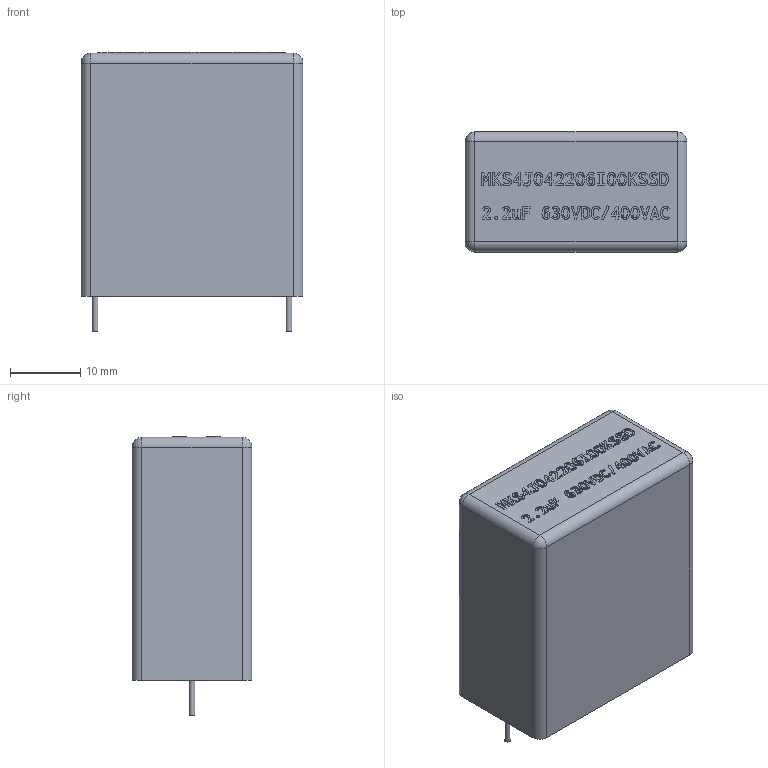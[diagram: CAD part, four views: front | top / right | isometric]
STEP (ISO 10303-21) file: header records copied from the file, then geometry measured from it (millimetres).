
FILE_DESCRIPTION(/* description */ ('STEP AP242','CAx-IF Rec.Pracs.---Representation and Presentation of Product Manufacturing Information (PMI)---4.0---2014-10-13','CAx-IF Rec.Pracs.---3D Tessellated Geometry---0.4---2014-09-14','2;1'),/* implementation_level */ '2;1');
FILE_NAME(/* name */ '65d7c4875cea3121192ec539',/* time_stamp */ '2024-02-22T22:02:49Z',/* author */ (''),/* organization */ (''),/* preprocessor_version */ 'ST-DEVELOPER v19.4',/* originating_system */ ' ',/* authorisation */ ' ');
FILE_SCHEMA (('AP242_MANAGED_MODEL_BASED_3D_ENGINEERING_MIM_LF { 1 0 10303 442 1 1 4 }'));
Length unit declared in the file: metre
Products named in the file (1): Part 1
Bounding box: 31.5 x 17 x 39.6 mm (x, y, z)
Volume: 17945.1 mm3; surface area: 4420.8 mm2
Topology: 1 solids, 1 shells, 1025 faces, 2899 edges, 1926 vertices
Faces by surface type: bspline 675, plane 336, cylinder 10, sphere 4
Full cylindrical faces by diameter (mm): 0.8 x2
Entity records: 42062 total; most frequent: CARTESIAN_POINT 13270, ORIENTED_EDGE 5786, EDGE_CURVE 2893, DIRECTION 2265, VERTEX_POINT 1926, LINE 1523, VECTOR 1523, B_SPLINE_CURVE_WITH_KNOTS 1350
